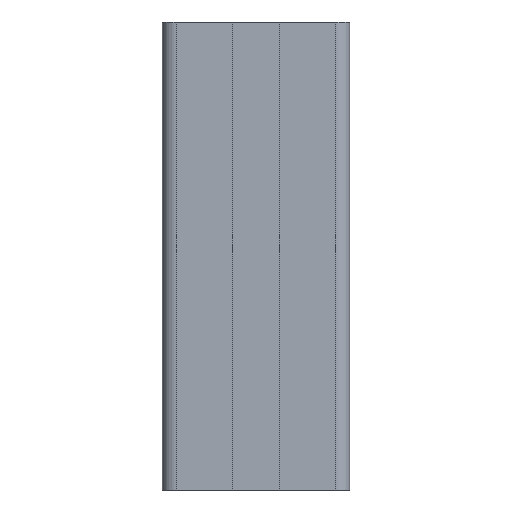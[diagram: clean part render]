
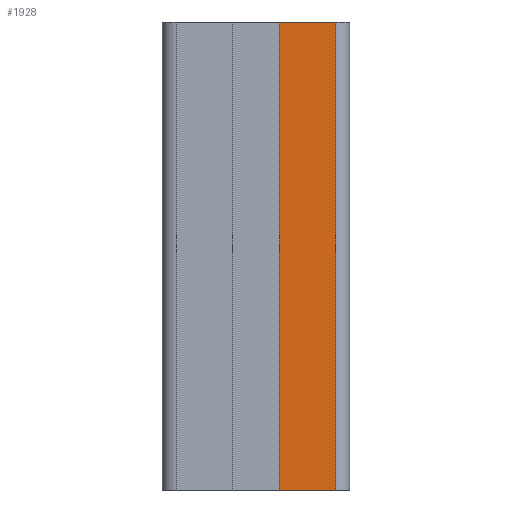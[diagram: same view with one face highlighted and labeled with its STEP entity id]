
A CAD part, front view. The second image highlights one B-rep face of the part: STEP entity #1928.
In plain terms, the highlighted planar face has unit normal (0, -1, 0).
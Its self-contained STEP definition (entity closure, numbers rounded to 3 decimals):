
#35=PLANE('',#2050);
#114=FACE_OUTER_BOUND('',#212,.T.);
#212=EDGE_LOOP('',(#1373,#1374,#1375,#1376));
#305=LINE('',#2711,#545);
#342=LINE('',#2804,#582);
#343=LINE('',#2806,#583);
#344=LINE('',#2807,#584);
#545=VECTOR('',#2177,10.);
#582=VECTOR('',#2262,10.);
#583=VECTOR('',#2263,10.);
#584=VECTOR('',#2264,10.);
#834=VERTEX_POINT('',#2708);
#835=VERTEX_POINT('',#2710);
#867=VERTEX_POINT('',#2803);
#868=VERTEX_POINT('',#2805);
#1026=EDGE_CURVE('',#834,#835,#305,.T.);
#1072=EDGE_CURVE('',#867,#834,#342,.T.);
#1073=EDGE_CURVE('',#868,#867,#343,.T.);
#1074=EDGE_CURVE('',#835,#868,#344,.T.);
#1373=ORIENTED_EDGE('',*,*,#1026,.F.);
#1374=ORIENTED_EDGE('',*,*,#1072,.F.);
#1375=ORIENTED_EDGE('',*,*,#1073,.F.);
#1376=ORIENTED_EDGE('',*,*,#1074,.F.);
#1928=ADVANCED_FACE('',(#114),#35,.T.);
#2050=AXIS2_PLACEMENT_3D('',#2802,#2260,#2261);
#2177=DIRECTION('',(0.,0.,-1.));
#2260=DIRECTION('center_axis',(0.,-1.,0.));
#2261=DIRECTION('ref_axis',(1.,0.,0.));
#2262=DIRECTION('',(1.,0.,0.));
#2263=DIRECTION('',(0.,0.,1.));
#2264=DIRECTION('',(-1.,0.,0.));
#2708=CARTESIAN_POINT('',(17.,-20.,50.));
#2710=CARTESIAN_POINT('',(17.,-20.,-50.));
#2711=CARTESIAN_POINT('',(17.,-20.,0.));
#2802=CARTESIAN_POINT('Origin',(5.,-20.,0.));
#2803=CARTESIAN_POINT('',(5.,-20.,50.));
#2804=CARTESIAN_POINT('',(20.,-20.,50.));
#2805=CARTESIAN_POINT('',(5.,-20.,-50.));
#2806=CARTESIAN_POINT('',(5.,-20.,0.));
#2807=CARTESIAN_POINT('',(20.,-20.,-50.));
